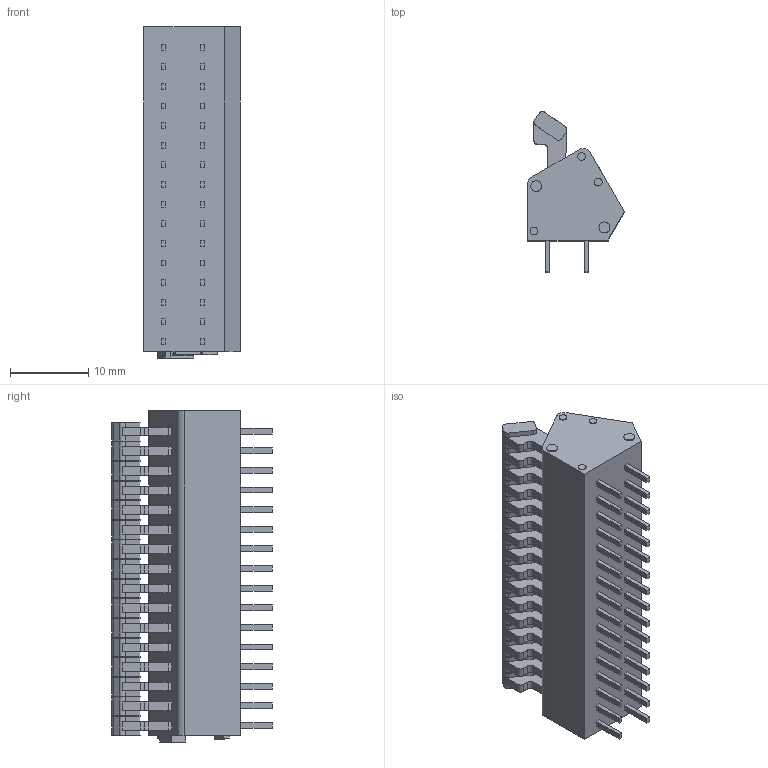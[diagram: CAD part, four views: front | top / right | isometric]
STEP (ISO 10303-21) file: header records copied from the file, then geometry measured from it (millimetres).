
FILE_DESCRIPTION(/* description */ ('STEP AP214'),/* implementation_level */ '2;1');
FILE_NAME(/* name */ '233-216',/* time_stamp */ '2023-08-09T17:20:17+02:00',/* author */ ('License CC BY-ND 4.0'),/* organization */ ('CADENAS'),/* preprocessor_version */ 'ST-DEVELOPER v19.3',/* originating_system */ 'PARTsolutions',/* authorisation */ ' ');
FILE_SCHEMA (('AUTOMOTIVE_DESIGN {1 0 10303 214 3 1 1}'));
Length unit declared in the file: millimetre
Products named in the file (1): 233-216
Bounding box: 12.32 x 20.45 x 42.3 mm (x, y, z)
Volume: 4847.8 mm3; surface area: 3861.8 mm2
Topology: 1 solids, 1 shells, 1046 faces, 2778 edges, 1820 vertices
Faces by surface type: plane 830, cylinder 216
Full cylindrical faces by diameter (mm): 1 x3, 1.4 x2
Entity records: 32136 total; most frequent: CARTESIAN_POINT 5640, ORIENTED_EDGE 5546, DIRECTION 5364, EDGE_CURVE 2773, LINE 2276, VECTOR 2276, VERTEX_POINT 1820, AXIS2_PLACEMENT_3D 1544
